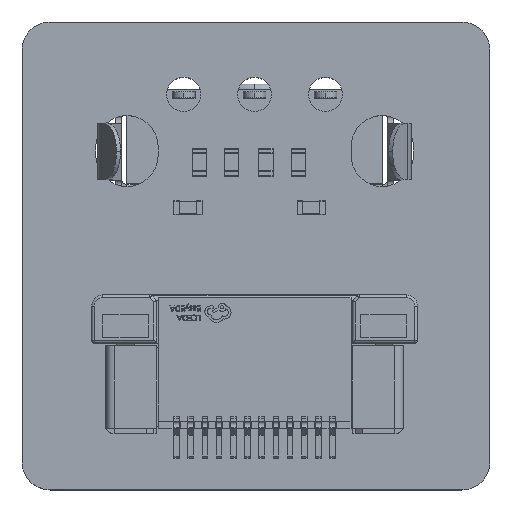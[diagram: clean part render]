
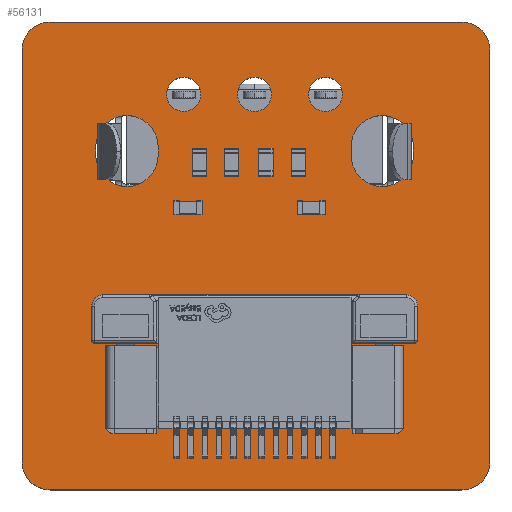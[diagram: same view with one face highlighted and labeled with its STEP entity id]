
A CAD part, top view. The second image highlights one B-rep face of the part: STEP entity #56131.
In plain terms, the highlighted planar face has unit normal (0, 0, 1).
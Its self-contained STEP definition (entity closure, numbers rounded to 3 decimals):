
#55853 = VERTEX_POINT('',#55854);
#55854 = CARTESIAN_POINT('',(7.25,8.25,1.6));
#55860 = EDGE_CURVE('',#55853,#55861,#55863,.T.);
#55861 = VERTEX_POINT('',#55862);
#55862 = CARTESIAN_POINT('',(8.25,7.25,1.6));
#55863 = CIRCLE('',#55864,1.);
#55864 = AXIS2_PLACEMENT_3D('',#55865,#55866,#55867);
#55865 = CARTESIAN_POINT('',(7.25,7.25,1.6));
#55866 = DIRECTION('',(0.,0.,-1.));
#55867 = DIRECTION('',(0.,1.,0.));
#55895 = VERTEX_POINT('',#55896);
#55896 = CARTESIAN_POINT('',(-7.25,8.25,1.6));
#55902 = EDGE_CURVE('',#55895,#55853,#55903,.T.);
#55903 = LINE('',#55904,#55905);
#55904 = CARTESIAN_POINT('',(-7.25,8.25,1.6));
#55905 = VECTOR('',#55906,1.);
#55906 = DIRECTION('',(1.,0.,0.));
#55924 = EDGE_CURVE('',#55861,#55925,#55927,.T.);
#55925 = VERTEX_POINT('',#55926);
#55926 = CARTESIAN_POINT('',(8.25,-7.25,1.6));
#55927 = LINE('',#55928,#55929);
#55928 = CARTESIAN_POINT('',(8.25,7.25,1.6));
#55929 = VECTOR('',#55930,1.);
#55930 = DIRECTION('',(0.,-1.,0.));
#56131 = ADVANCED_FACE('',(#56132,#56202,#56238,#56274,#56285,#56296),
  #56307,.T.);
#56132 = FACE_BOUND('',#56133,.T.);
#56133 = EDGE_LOOP('',(#56134,#56135,#56136,#56144,#56153,#56161,#56169,
    #56178,#56186,#56194,#56201));
#56134 = ORIENTED_EDGE('',*,*,#55860,.F.);
#56135 = ORIENTED_EDGE('',*,*,#55902,.F.);
#56136 = ORIENTED_EDGE('',*,*,#56137,.F.);
#56137 = EDGE_CURVE('',#56138,#55895,#56140,.T.);
#56138 = VERTEX_POINT('',#56139);
#56139 = CARTESIAN_POINT('',(-7.348,8.248,1.6));
#56140 = LINE('',#56141,#56142);
#56141 = CARTESIAN_POINT('',(-7.348,8.248,1.6));
#56142 = VECTOR('',#56143,1.);
#56143 = DIRECTION('',(1.,0.024,0.));
#56144 = ORIENTED_EDGE('',*,*,#56145,.F.);
#56145 = EDGE_CURVE('',#56146,#56138,#56148,.T.);
#56146 = VERTEX_POINT('',#56147);
#56147 = CARTESIAN_POINT('',(-8.25,7.25,1.6));
#56148 = CIRCLE('',#56149,0.998);
#56149 = AXIS2_PLACEMENT_3D('',#56150,#56151,#56152);
#56150 = CARTESIAN_POINT('',(-7.252,7.254,1.6));
#56151 = DIRECTION('',(0.,0.,-1.));
#56152 = DIRECTION('',(-1.,-0.004,-0.));
#56153 = ORIENTED_EDGE('',*,*,#56154,.F.);
#56154 = EDGE_CURVE('',#56155,#56146,#56157,.T.);
#56155 = VERTEX_POINT('',#56156);
#56156 = CARTESIAN_POINT('',(-8.25,-7.25,1.6));
#56157 = LINE('',#56158,#56159);
#56158 = CARTESIAN_POINT('',(-8.25,-7.25,1.6));
#56159 = VECTOR('',#56160,1.);
#56160 = DIRECTION('',(0.,1.,0.));
#56161 = ORIENTED_EDGE('',*,*,#56162,.F.);
#56162 = EDGE_CURVE('',#56163,#56155,#56165,.T.);
#56163 = VERTEX_POINT('',#56164);
#56164 = CARTESIAN_POINT('',(-8.248,-7.348,1.6));
#56165 = LINE('',#56166,#56167);
#56166 = CARTESIAN_POINT('',(-8.248,-7.348,1.6));
#56167 = VECTOR('',#56168,1.);
#56168 = DIRECTION('',(-0.024,1.,0.));
#56169 = ORIENTED_EDGE('',*,*,#56170,.F.);
#56170 = EDGE_CURVE('',#56171,#56163,#56173,.T.);
#56171 = VERTEX_POINT('',#56172);
#56172 = CARTESIAN_POINT('',(-7.25,-8.25,1.6));
#56173 = CIRCLE('',#56174,0.998);
#56174 = AXIS2_PLACEMENT_3D('',#56175,#56176,#56177);
#56175 = CARTESIAN_POINT('',(-7.254,-7.252,1.6));
#56176 = DIRECTION('',(0.,0.,-1.));
#56177 = DIRECTION('',(0.004,-1.,0.));
#56178 = ORIENTED_EDGE('',*,*,#56179,.F.);
#56179 = EDGE_CURVE('',#56180,#56171,#56182,.T.);
#56180 = VERTEX_POINT('',#56181);
#56181 = CARTESIAN_POINT('',(7.25,-8.25,1.6));
#56182 = LINE('',#56183,#56184);
#56183 = CARTESIAN_POINT('',(7.25,-8.25,1.6));
#56184 = VECTOR('',#56185,1.);
#56185 = DIRECTION('',(-1.,0.,0.));
#56186 = ORIENTED_EDGE('',*,*,#56187,.F.);
#56187 = EDGE_CURVE('',#56188,#56180,#56190,.T.);
#56188 = VERTEX_POINT('',#56189);
#56189 = CARTESIAN_POINT('',(7.348,-8.248,1.6));
#56190 = LINE('',#56191,#56192);
#56191 = CARTESIAN_POINT('',(7.348,-8.248,1.6));
#56192 = VECTOR('',#56193,1.);
#56193 = DIRECTION('',(-1.,-0.024,0.));
#56194 = ORIENTED_EDGE('',*,*,#56195,.F.);
#56195 = EDGE_CURVE('',#55925,#56188,#56196,.T.);
#56196 = CIRCLE('',#56197,0.998);
#56197 = AXIS2_PLACEMENT_3D('',#56198,#56199,#56200);
#56198 = CARTESIAN_POINT('',(7.252,-7.254,1.6));
#56199 = DIRECTION('',(0.,0.,-1.));
#56200 = DIRECTION('',(1.,0.004,0.));
#56201 = ORIENTED_EDGE('',*,*,#55924,.F.);
#56202 = FACE_BOUND('',#56203,.T.);
#56203 = EDGE_LOOP('',(#56204,#56215,#56223,#56232));
#56204 = ORIENTED_EDGE('',*,*,#56205,.T.);
#56205 = EDGE_CURVE('',#56206,#56208,#56210,.T.);
#56206 = VERTEX_POINT('',#56207);
#56207 = CARTESIAN_POINT('',(-3.45,3.55,1.6));
#56208 = VERTEX_POINT('',#56209);
#56209 = CARTESIAN_POINT('',(-5.65,3.55,1.6));
#56210 = CIRCLE('',#56211,1.1);
#56211 = AXIS2_PLACEMENT_3D('',#56212,#56213,#56214);
#56212 = CARTESIAN_POINT('',(-4.55,3.55,1.6));
#56213 = DIRECTION('',(-0.,0.,-1.));
#56214 = DIRECTION('',(-1.,0.,0.));
#56215 = ORIENTED_EDGE('',*,*,#56216,.T.);
#56216 = EDGE_CURVE('',#56208,#56217,#56219,.T.);
#56217 = VERTEX_POINT('',#56218);
#56218 = CARTESIAN_POINT('',(-5.65,3.85,1.6));
#56219 = LINE('',#56220,#56221);
#56220 = CARTESIAN_POINT('',(-5.65,1.925,1.6));
#56221 = VECTOR('',#56222,1.);
#56222 = DIRECTION('',(-0.,1.,0.));
#56223 = ORIENTED_EDGE('',*,*,#56224,.T.);
#56224 = EDGE_CURVE('',#56217,#56225,#56227,.T.);
#56225 = VERTEX_POINT('',#56226);
#56226 = CARTESIAN_POINT('',(-3.45,3.85,1.6));
#56227 = CIRCLE('',#56228,1.1);
#56228 = AXIS2_PLACEMENT_3D('',#56229,#56230,#56231);
#56229 = CARTESIAN_POINT('',(-4.55,3.85,1.6));
#56230 = DIRECTION('',(0.,-0.,-1.));
#56231 = DIRECTION('',(1.,0.,0.));
#56232 = ORIENTED_EDGE('',*,*,#56233,.T.);
#56233 = EDGE_CURVE('',#56225,#56206,#56234,.T.);
#56234 = LINE('',#56235,#56236);
#56235 = CARTESIAN_POINT('',(-3.45,1.775,1.6));
#56236 = VECTOR('',#56237,1.);
#56237 = DIRECTION('',(0.,-1.,0.));
#56238 = FACE_BOUND('',#56239,.T.);
#56239 = EDGE_LOOP('',(#56240,#56251,#56259,#56268));
#56240 = ORIENTED_EDGE('',*,*,#56241,.T.);
#56241 = EDGE_CURVE('',#56242,#56244,#56246,.T.);
#56242 = VERTEX_POINT('',#56243);
#56243 = CARTESIAN_POINT('',(5.55,3.55,1.6));
#56244 = VERTEX_POINT('',#56245);
#56245 = CARTESIAN_POINT('',(3.35,3.55,1.6));
#56246 = CIRCLE('',#56247,1.1);
#56247 = AXIS2_PLACEMENT_3D('',#56248,#56249,#56250);
#56248 = CARTESIAN_POINT('',(4.45,3.55,1.6));
#56249 = DIRECTION('',(-0.,0.,-1.));
#56250 = DIRECTION('',(-1.,0.,0.));
#56251 = ORIENTED_EDGE('',*,*,#56252,.T.);
#56252 = EDGE_CURVE('',#56244,#56253,#56255,.T.);
#56253 = VERTEX_POINT('',#56254);
#56254 = CARTESIAN_POINT('',(3.35,3.85,1.6));
#56255 = LINE('',#56256,#56257);
#56256 = CARTESIAN_POINT('',(3.35,1.925,1.6));
#56257 = VECTOR('',#56258,1.);
#56258 = DIRECTION('',(-0.,1.,0.));
#56259 = ORIENTED_EDGE('',*,*,#56260,.T.);
#56260 = EDGE_CURVE('',#56253,#56261,#56263,.T.);
#56261 = VERTEX_POINT('',#56262);
#56262 = CARTESIAN_POINT('',(5.55,3.85,1.6));
#56263 = CIRCLE('',#56264,1.1);
#56264 = AXIS2_PLACEMENT_3D('',#56265,#56266,#56267);
#56265 = CARTESIAN_POINT('',(4.45,3.85,1.6));
#56266 = DIRECTION('',(0.,-0.,-1.));
#56267 = DIRECTION('',(1.,0.,0.));
#56268 = ORIENTED_EDGE('',*,*,#56269,.T.);
#56269 = EDGE_CURVE('',#56261,#56242,#56270,.T.);
#56270 = LINE('',#56271,#56272);
#56271 = CARTESIAN_POINT('',(5.55,1.775,1.6));
#56272 = VECTOR('',#56273,1.);
#56273 = DIRECTION('',(0.,-1.,0.));
#56274 = FACE_BOUND('',#56275,.T.);
#56275 = EDGE_LOOP('',(#56276));
#56276 = ORIENTED_EDGE('',*,*,#56277,.T.);
#56277 = EDGE_CURVE('',#56278,#56278,#56280,.T.);
#56278 = VERTEX_POINT('',#56279);
#56279 = CARTESIAN_POINT('',(-2.55,5.1,1.6));
#56280 = CIRCLE('',#56281,0.6);
#56281 = AXIS2_PLACEMENT_3D('',#56282,#56283,#56284);
#56282 = CARTESIAN_POINT('',(-2.55,5.7,1.6));
#56283 = DIRECTION('',(-0.,0.,-1.));
#56284 = DIRECTION('',(-0.,-1.,0.));
#56285 = FACE_BOUND('',#56286,.T.);
#56286 = EDGE_LOOP('',(#56287));
#56287 = ORIENTED_EDGE('',*,*,#56288,.T.);
#56288 = EDGE_CURVE('',#56289,#56289,#56291,.T.);
#56289 = VERTEX_POINT('',#56290);
#56290 = CARTESIAN_POINT('',(-0.05,5.1,1.6));
#56291 = CIRCLE('',#56292,0.6);
#56292 = AXIS2_PLACEMENT_3D('',#56293,#56294,#56295);
#56293 = CARTESIAN_POINT('',(-0.05,5.7,1.6));
#56294 = DIRECTION('',(-0.,0.,-1.));
#56295 = DIRECTION('',(0.,-1.,-0.));
#56296 = FACE_BOUND('',#56297,.T.);
#56297 = EDGE_LOOP('',(#56298));
#56298 = ORIENTED_EDGE('',*,*,#56299,.T.);
#56299 = EDGE_CURVE('',#56300,#56300,#56302,.T.);
#56300 = VERTEX_POINT('',#56301);
#56301 = CARTESIAN_POINT('',(2.45,5.1,1.6));
#56302 = CIRCLE('',#56303,0.6);
#56303 = AXIS2_PLACEMENT_3D('',#56304,#56305,#56306);
#56304 = CARTESIAN_POINT('',(2.45,5.7,1.6));
#56305 = DIRECTION('',(-0.,0.,-1.));
#56306 = DIRECTION('',(-0.,-1.,0.));
#56307 = PLANE('',#56308);
#56308 = AXIS2_PLACEMENT_3D('',#56309,#56310,#56311);
#56309 = CARTESIAN_POINT('',(0.,0.,1.6));
#56310 = DIRECTION('',(0.,0.,1.));
#56311 = DIRECTION('',(1.,0.,-0.));
